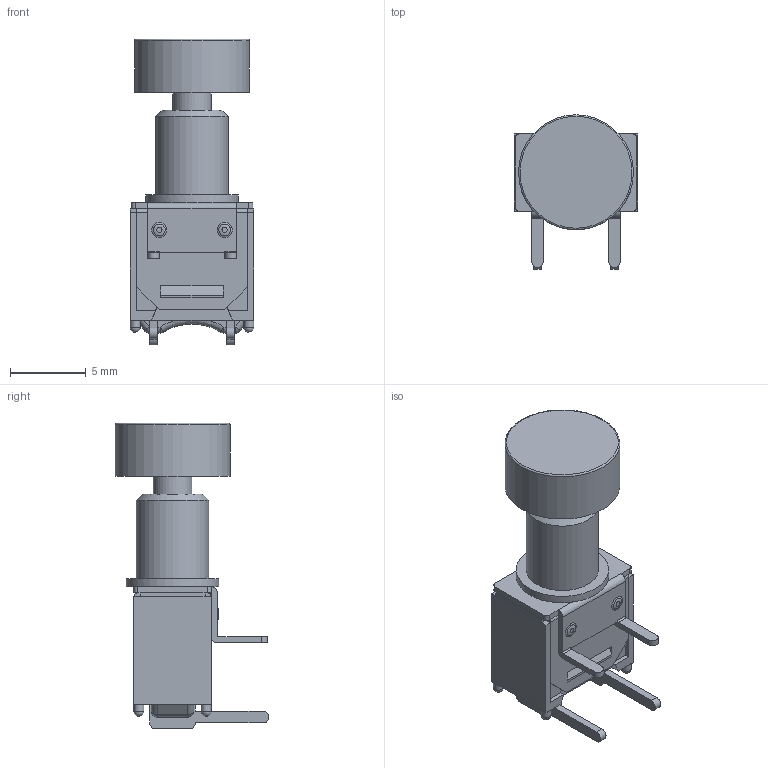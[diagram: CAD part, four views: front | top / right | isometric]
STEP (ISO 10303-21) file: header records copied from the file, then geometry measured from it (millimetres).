
FILE_DESCRIPTION(/* description */ (''),/* implementation_level */ '2;1');
FILE_NAME(/* name */ '800SPxB7M6xEC2xxx.stp',/* time_stamp */ '2025-05-16T11:00:05-05:00',/* author */ ('mroman'),/* organization */ (''),/* preprocessor_version */ 'ST-DEVELOPER v18.1',/* originating_system */ 'Autodesk Inventor 2022',/* authorisation */ '');
FILE_SCHEMA (('AUTOMOTIVE_DESIGN { 1 0 10303 214 3 1 1 }'));
Length unit declared in the file: centimetre
Products named in the file (1): 800SPxB7M6xEC2xxx
Bounding box: 8.13 x 10.13 x 20.13 mm (x, y, z)
Volume: 430.5 mm3; surface area: 1143.9 mm2
Topology: 2 solids, 3 shells, 209 faces, 543 edges, 338 vertices
Faces by surface type: plane 139, cylinder 48, sphere 12, cone 5, torus 3, bspline 2
Full cylindrical faces by diameter (mm): 0.65 x4, 2.54 x1, 2.6 x1, 4.7 x1, 4.75 x1, 5.88 x1, 6.1 x1, 7.57 x1
Entity records: 6386 total; most frequent: CARTESIAN_POINT 1159, DIRECTION 1086, ORIENTED_EDGE 1078, EDGE_CURVE 539, LINE 404, VECTOR 404, AXIS2_PLACEMENT_3D 341, VERTEX_POINT 338
